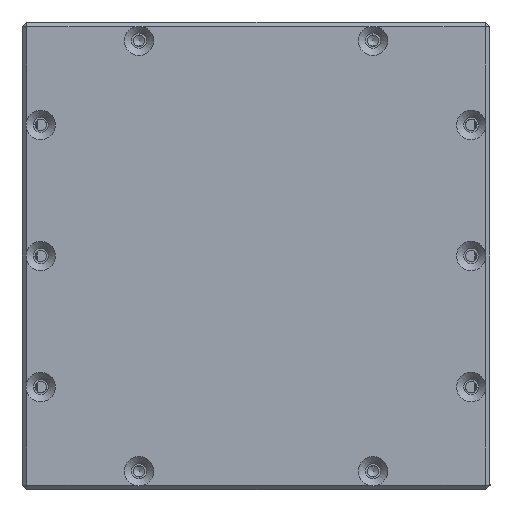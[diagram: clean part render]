
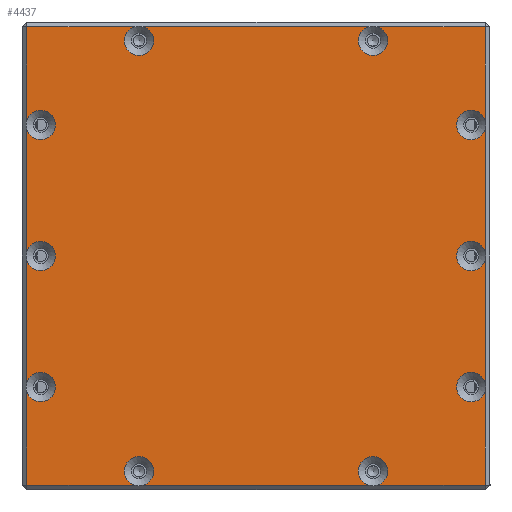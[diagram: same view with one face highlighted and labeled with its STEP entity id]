
A CAD part, front view. The second image highlights one B-rep face of the part: STEP entity #4437.
In plain terms, the highlighted planar face has unit normal (0, -1, 0).
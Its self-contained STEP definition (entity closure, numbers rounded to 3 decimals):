
#181=CIRCLE('',#4801,3.15);
#183=CIRCLE('',#4804,3.15);
#185=CIRCLE('',#4806,3.15);
#186=CIRCLE('',#4808,3.15);
#188=CIRCLE('',#4810,3.15);
#189=CIRCLE('',#4812,3.15);
#191=CIRCLE('',#4814,3.15);
#192=CIRCLE('',#4816,3.15);
#193=CIRCLE('',#4817,3.15);
#194=CIRCLE('',#4818,3.15);
#195=CIRCLE('',#4819,3.15);
#196=CIRCLE('',#4820,3.15);
#197=CIRCLE('',#4821,3.15);
#198=CIRCLE('',#4822,3.15);
#199=CIRCLE('',#4823,3.15);
#200=CIRCLE('',#4824,3.15);
#201=CIRCLE('',#4825,3.15);
#465=FACE_OUTER_BOUND('',#703,.T.);
#703=EDGE_LOOP('',(#3058,#3059,#3060,#3061,#3062,#3063,#3064,#3065,#3066,
#3067,#3068,#3069,#3070,#3071,#3072,#3073,#3074,#3075,#3076,#3077,#3078,
#3079,#3080,#3081,#3082,#3083,#3084,#3085,#3086,#3087,#3088));
#985=LINE('',#6580,#1431);
#987=LINE('',#6583,#1433);
#988=LINE('',#6588,#1434);
#995=LINE('',#6613,#1441);
#997=LINE('',#6616,#1443);
#998=LINE('',#6626,#1444);
#999=LINE('',#6635,#1445);
#1000=LINE('',#6642,#1446);
#1002=LINE('',#6645,#1448);
#1003=LINE('',#6650,#1449);
#1007=LINE('',#6663,#1453);
#1009=LINE('',#6666,#1455);
#1010=LINE('',#6672,#1456);
#1011=LINE('',#6677,#1457);
#1431=VECTOR('',#5244,10.);
#1433=VECTOR('',#5246,10.);
#1434=VECTOR('',#5247,10.);
#1441=VECTOR('',#5260,10.);
#1443=VECTOR('',#5262,10.);
#1444=VECTOR('',#5263,10.);
#1445=VECTOR('',#5264,10.);
#1446=VECTOR('',#5267,10.);
#1448=VECTOR('',#5269,10.);
#1449=VECTOR('',#5270,10.);
#1453=VECTOR('',#5278,10.);
#1455=VECTOR('',#5280,10.);
#1456=VECTOR('',#5281,10.);
#1457=VECTOR('',#5282,10.);
#1871=VERTEX_POINT('',#6561);
#1876=VERTEX_POINT('',#6571);
#1877=VERTEX_POINT('',#6575);
#1878=VERTEX_POINT('',#6576);
#1879=VERTEX_POINT('',#6582);
#1880=VERTEX_POINT('',#6584);
#1883=VERTEX_POINT('',#6593);
#1886=VERTEX_POINT('',#6600);
#1887=VERTEX_POINT('',#6604);
#1889=VERTEX_POINT('',#6609);
#1890=VERTEX_POINT('',#6615);
#1892=VERTEX_POINT('',#6621);
#1893=VERTEX_POINT('',#6625);
#1895=VERTEX_POINT('',#6631);
#1896=VERTEX_POINT('',#6637);
#1897=VERTEX_POINT('',#6638);
#1898=VERTEX_POINT('',#6644);
#1899=VERTEX_POINT('',#6646);
#1902=VERTEX_POINT('',#6658);
#1903=VERTEX_POINT('',#6659);
#1904=VERTEX_POINT('',#6665);
#1905=VERTEX_POINT('',#6667);
#1906=VERTEX_POINT('',#6671);
#1907=VERTEX_POINT('',#6673);
#1915=VERTEX_POINT('',#6702);
#1917=VERTEX_POINT('',#6709);
#1919=VERTEX_POINT('',#6716);
#1921=VERTEX_POINT('',#6723);
#1922=VERTEX_POINT('',#6726);
#1923=VERTEX_POINT('',#6729);
#1924=VERTEX_POINT('',#6732);
#2308=EDGE_CURVE('',#1878,#1876,#985,.T.);
#2310=EDGE_CURVE('',#1871,#1879,#987,.T.);
#2312=EDGE_CURVE('',#1880,#1877,#988,.T.);
#2321=EDGE_CURVE('',#1889,#1886,#995,.T.);
#2323=EDGE_CURVE('',#1876,#1890,#997,.T.);
#2326=EDGE_CURVE('',#1892,#1893,#998,.T.);
#2329=EDGE_CURVE('',#1895,#1887,#999,.T.);
#2331=EDGE_CURVE('',#1897,#1883,#1000,.T.);
#2333=EDGE_CURVE('',#1886,#1898,#1002,.T.);
#2335=EDGE_CURVE('',#1899,#1896,#1003,.T.);
#2340=EDGE_CURVE('',#1903,#1871,#1007,.T.);
#2342=EDGE_CURVE('',#1883,#1904,#1009,.T.);
#2344=EDGE_CURVE('',#1905,#1906,#1010,.T.);
#2346=EDGE_CURVE('',#1907,#1902,#1011,.T.);
#2356=EDGE_CURVE('',#1892,#1890,#181,.T.);
#2359=EDGE_CURVE('',#1915,#1877,#183,.T.);
#2362=EDGE_CURVE('',#1878,#1915,#185,.T.);
#2363=EDGE_CURVE('',#1917,#1879,#186,.T.);
#2366=EDGE_CURVE('',#1880,#1917,#188,.T.);
#2367=EDGE_CURVE('',#1919,#1902,#189,.T.);
#2370=EDGE_CURVE('',#1903,#1919,#191,.T.);
#2371=EDGE_CURVE('',#1907,#1921,#192,.T.);
#2372=EDGE_CURVE('',#1921,#1906,#193,.T.);
#2373=EDGE_CURVE('',#1905,#1922,#194,.T.);
#2374=EDGE_CURVE('',#1922,#1904,#195,.T.);
#2375=EDGE_CURVE('',#1897,#1923,#196,.T.);
#2376=EDGE_CURVE('',#1923,#1896,#197,.T.);
#2377=EDGE_CURVE('',#1899,#1924,#198,.T.);
#2378=EDGE_CURVE('',#1924,#1898,#199,.T.);
#2379=EDGE_CURVE('',#1889,#1887,#200,.T.);
#2380=EDGE_CURVE('',#1895,#1893,#201,.T.);
#3058=ORIENTED_EDGE('',*,*,#2326,.F.);
#3059=ORIENTED_EDGE('',*,*,#2356,.T.);
#3060=ORIENTED_EDGE('',*,*,#2323,.F.);
#3061=ORIENTED_EDGE('',*,*,#2308,.F.);
#3062=ORIENTED_EDGE('',*,*,#2362,.T.);
#3063=ORIENTED_EDGE('',*,*,#2359,.T.);
#3064=ORIENTED_EDGE('',*,*,#2312,.F.);
#3065=ORIENTED_EDGE('',*,*,#2366,.T.);
#3066=ORIENTED_EDGE('',*,*,#2363,.T.);
#3067=ORIENTED_EDGE('',*,*,#2310,.F.);
#3068=ORIENTED_EDGE('',*,*,#2340,.F.);
#3069=ORIENTED_EDGE('',*,*,#2370,.T.);
#3070=ORIENTED_EDGE('',*,*,#2367,.T.);
#3071=ORIENTED_EDGE('',*,*,#2346,.F.);
#3072=ORIENTED_EDGE('',*,*,#2371,.T.);
#3073=ORIENTED_EDGE('',*,*,#2372,.T.);
#3074=ORIENTED_EDGE('',*,*,#2344,.F.);
#3075=ORIENTED_EDGE('',*,*,#2373,.T.);
#3076=ORIENTED_EDGE('',*,*,#2374,.T.);
#3077=ORIENTED_EDGE('',*,*,#2342,.F.);
#3078=ORIENTED_EDGE('',*,*,#2331,.F.);
#3079=ORIENTED_EDGE('',*,*,#2375,.T.);
#3080=ORIENTED_EDGE('',*,*,#2376,.T.);
#3081=ORIENTED_EDGE('',*,*,#2335,.F.);
#3082=ORIENTED_EDGE('',*,*,#2377,.T.);
#3083=ORIENTED_EDGE('',*,*,#2378,.T.);
#3084=ORIENTED_EDGE('',*,*,#2333,.F.);
#3085=ORIENTED_EDGE('',*,*,#2321,.F.);
#3086=ORIENTED_EDGE('',*,*,#2379,.T.);
#3087=ORIENTED_EDGE('',*,*,#2329,.F.);
#3088=ORIENTED_EDGE('',*,*,#2380,.T.);
#4311=PLANE('',#4815);
#4437=ADVANCED_FACE('',(#465),#4311,.F.);
#4801=AXIS2_PLACEMENT_3D('',#6697,#5300,#5301);
#4804=AXIS2_PLACEMENT_3D('',#6703,#5307,#5308);
#4806=AXIS2_PLACEMENT_3D('',#6707,#5312,#5313);
#4808=AXIS2_PLACEMENT_3D('',#6710,#5316,#5317);
#4810=AXIS2_PLACEMENT_3D('',#6714,#5321,#5322);
#4812=AXIS2_PLACEMENT_3D('',#6717,#5325,#5326);
#4814=AXIS2_PLACEMENT_3D('',#6721,#5330,#5331);
#4815=AXIS2_PLACEMENT_3D('',#6722,#5332,#5333);
#4816=AXIS2_PLACEMENT_3D('',#6724,#5334,#5335);
#4817=AXIS2_PLACEMENT_3D('',#6725,#5336,#5337);
#4818=AXIS2_PLACEMENT_3D('',#6727,#5338,#5339);
#4819=AXIS2_PLACEMENT_3D('',#6728,#5340,#5341);
#4820=AXIS2_PLACEMENT_3D('',#6730,#5342,#5343);
#4821=AXIS2_PLACEMENT_3D('',#6731,#5344,#5345);
#4822=AXIS2_PLACEMENT_3D('',#6733,#5346,#5347);
#4823=AXIS2_PLACEMENT_3D('',#6734,#5348,#5349);
#4824=AXIS2_PLACEMENT_3D('',#6735,#5350,#5351);
#4825=AXIS2_PLACEMENT_3D('',#6736,#5352,#5353);
#5244=DIRECTION('',(-1.,0.,0.));
#5246=DIRECTION('',(-1.,0.,0.));
#5247=DIRECTION('',(-1.,0.,0.));
#5260=DIRECTION('',(0.,0.,1.));
#5262=DIRECTION('',(0.,0.,1.));
#5263=DIRECTION('',(0.,0.,1.));
#5264=DIRECTION('',(0.,0.,1.));
#5267=DIRECTION('',(1.,0.,0.));
#5269=DIRECTION('',(1.,0.,0.));
#5270=DIRECTION('',(1.,0.,0.));
#5278=DIRECTION('',(0.,0.,-1.));
#5280=DIRECTION('',(0.,0.,-1.));
#5281=DIRECTION('',(0.,0.,-1.));
#5282=DIRECTION('',(0.,0.,-1.));
#5300=DIRECTION('center_axis',(0.,1.,0.));
#5301=DIRECTION('ref_axis',(1.,0.,0.));
#5307=DIRECTION('center_axis',(0.,1.,0.));
#5308=DIRECTION('ref_axis',(1.,0.,0.));
#5312=DIRECTION('center_axis',(0.,1.,0.));
#5313=DIRECTION('ref_axis',(1.,0.,0.));
#5316=DIRECTION('center_axis',(0.,1.,0.));
#5317=DIRECTION('ref_axis',(1.,0.,0.));
#5321=DIRECTION('center_axis',(0.,1.,0.));
#5322=DIRECTION('ref_axis',(1.,0.,0.));
#5325=DIRECTION('center_axis',(0.,1.,0.));
#5326=DIRECTION('ref_axis',(1.,0.,0.));
#5330=DIRECTION('center_axis',(0.,1.,0.));
#5331=DIRECTION('ref_axis',(1.,0.,0.));
#5332=DIRECTION('center_axis',(0.,1.,0.));
#5333=DIRECTION('ref_axis',(0.,0.,1.));
#5334=DIRECTION('center_axis',(0.,1.,0.));
#5335=DIRECTION('ref_axis',(1.,0.,0.));
#5336=DIRECTION('center_axis',(0.,1.,0.));
#5337=DIRECTION('ref_axis',(1.,0.,0.));
#5338=DIRECTION('center_axis',(0.,1.,0.));
#5339=DIRECTION('ref_axis',(1.,0.,0.));
#5340=DIRECTION('center_axis',(0.,1.,0.));
#5341=DIRECTION('ref_axis',(1.,0.,0.));
#5342=DIRECTION('center_axis',(0.,1.,0.));
#5343=DIRECTION('ref_axis',(1.,0.,0.));
#5344=DIRECTION('center_axis',(0.,1.,0.));
#5345=DIRECTION('ref_axis',(1.,0.,0.));
#5346=DIRECTION('center_axis',(0.,1.,0.));
#5347=DIRECTION('ref_axis',(1.,0.,0.));
#5348=DIRECTION('center_axis',(0.,1.,0.));
#5349=DIRECTION('ref_axis',(1.,0.,0.));
#5350=DIRECTION('center_axis',(0.,1.,0.));
#5351=DIRECTION('ref_axis',(1.,0.,0.));
#5352=DIRECTION('center_axis',(0.,1.,0.));
#5353=DIRECTION('ref_axis',(1.,0.,0.));
#6561=CARTESIAN_POINT('',(-1.,0.,-99.));
#6571=CARTESIAN_POINT('',(-99.,0.,-99.));
#6575=CARTESIAN_POINT('',(-74.04,0.,-99.));
#6576=CARTESIAN_POINT('',(-75.96,0.,-99.));
#6580=CARTESIAN_POINT('',(-25.,0.,-99.));
#6582=CARTESIAN_POINT('',(-24.04,0.,-99.));
#6583=CARTESIAN_POINT('',(-25.,0.,-99.));
#6584=CARTESIAN_POINT('',(-25.96,0.,-99.));
#6588=CARTESIAN_POINT('',(-25.,0.,-99.));
#6593=CARTESIAN_POINT('',(-1.,0.,-1.));
#6600=CARTESIAN_POINT('',(-99.,0.,-1.));
#6604=CARTESIAN_POINT('',(-99.,0.,-22.96));
#6609=CARTESIAN_POINT('',(-99.,0.,-21.04));
#6613=CARTESIAN_POINT('',(-99.,0.,-75.));
#6615=CARTESIAN_POINT('',(-99.,0.,-78.96));
#6616=CARTESIAN_POINT('',(-99.,0.,-75.));
#6621=CARTESIAN_POINT('',(-99.,0.,-77.04));
#6625=CARTESIAN_POINT('',(-99.,0.,-50.96));
#6626=CARTESIAN_POINT('',(-99.,0.,-75.));
#6631=CARTESIAN_POINT('',(-99.,0.,-49.04));
#6635=CARTESIAN_POINT('',(-99.,0.,-75.));
#6637=CARTESIAN_POINT('',(-25.96,0.,-1.));
#6638=CARTESIAN_POINT('',(-24.04,0.,-1.));
#6642=CARTESIAN_POINT('',(-75.,0.,-1.));
#6644=CARTESIAN_POINT('',(-75.96,0.,-1.));
#6645=CARTESIAN_POINT('',(-75.,0.,-1.));
#6646=CARTESIAN_POINT('',(-74.04,0.,-1.));
#6650=CARTESIAN_POINT('',(-75.,0.,-1.));
#6658=CARTESIAN_POINT('',(-1.,0.,-77.04));
#6659=CARTESIAN_POINT('',(-1.,0.,-78.96));
#6663=CARTESIAN_POINT('',(-1.,0.,-25.));
#6665=CARTESIAN_POINT('',(-1.,0.,-21.04));
#6666=CARTESIAN_POINT('',(-1.,0.,-25.));
#6667=CARTESIAN_POINT('',(-1.,0.,-22.96));
#6671=CARTESIAN_POINT('',(-1.,0.,-49.04));
#6672=CARTESIAN_POINT('',(-1.,0.,-25.));
#6673=CARTESIAN_POINT('',(-1.,0.,-50.96));
#6677=CARTESIAN_POINT('',(-1.,0.,-25.));
#6697=CARTESIAN_POINT('Origin',(-96.,0.,-78.));
#6702=CARTESIAN_POINT('',(-78.15,0.,-96.));
#6703=CARTESIAN_POINT('Origin',(-75.,0.,-96.));
#6707=CARTESIAN_POINT('Origin',(-75.,0.,-96.));
#6709=CARTESIAN_POINT('',(-28.15,0.,-96.));
#6710=CARTESIAN_POINT('Origin',(-25.,0.,-96.));
#6714=CARTESIAN_POINT('Origin',(-25.,0.,-96.));
#6716=CARTESIAN_POINT('',(-7.15,0.,-78.));
#6717=CARTESIAN_POINT('Origin',(-4.,0.,-78.));
#6721=CARTESIAN_POINT('Origin',(-4.,0.,-78.));
#6722=CARTESIAN_POINT('Origin',(-50.,0.,-50.));
#6723=CARTESIAN_POINT('',(-7.15,0.,-50.));
#6724=CARTESIAN_POINT('Origin',(-4.,0.,-50.));
#6725=CARTESIAN_POINT('Origin',(-4.,0.,-50.));
#6726=CARTESIAN_POINT('',(-7.15,0.,-22.));
#6727=CARTESIAN_POINT('Origin',(-4.,0.,-22.));
#6728=CARTESIAN_POINT('Origin',(-4.,0.,-22.));
#6729=CARTESIAN_POINT('',(-28.15,0.,-4.));
#6730=CARTESIAN_POINT('Origin',(-25.,0.,-4.));
#6731=CARTESIAN_POINT('Origin',(-25.,0.,-4.));
#6732=CARTESIAN_POINT('',(-78.15,0.,-4.));
#6733=CARTESIAN_POINT('Origin',(-75.,0.,-4.));
#6734=CARTESIAN_POINT('Origin',(-75.,0.,-4.));
#6735=CARTESIAN_POINT('Origin',(-96.,0.,-22.));
#6736=CARTESIAN_POINT('Origin',(-96.,0.,-50.));
